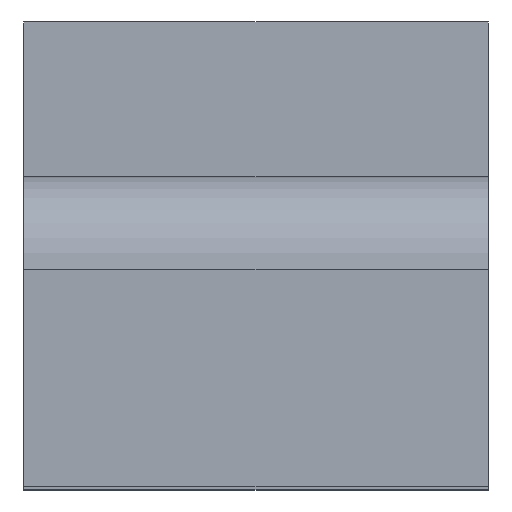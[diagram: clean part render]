
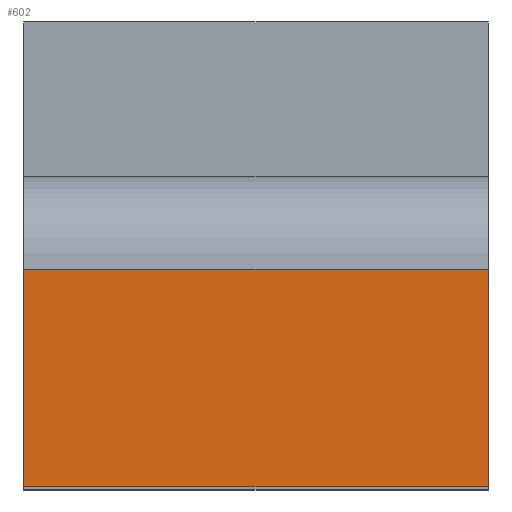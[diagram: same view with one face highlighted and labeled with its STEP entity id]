
A CAD part, top view. The second image highlights one B-rep face of the part: STEP entity #602.
In plain terms, the highlighted planar face has unit normal (0, 0, 1).
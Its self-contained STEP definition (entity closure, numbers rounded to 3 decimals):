
#21 = VECTOR ( 'NONE', #826, 1000. ) ;
#151 = CARTESIAN_POINT ( 'NONE',  ( 7.5, -15., 35. ) ) ;
#157 = LINE ( 'NONE', #151, #535 ) ;
#168 = DIRECTION ( 'NONE',  ( 0., -1., 0. ) ) ;
#191 = EDGE_CURVE ( 'NONE', #709, #605, #351, .T. ) ;
#194 = LINE ( 'NONE', #319, #197 ) ;
#197 = VECTOR ( 'NONE', #168, 1000. ) ;
#219 = ORIENTED_EDGE ( 'NONE', *, *, #427, .F. ) ;
#229 = ORIENTED_EDGE ( 'NONE', *, *, #191, .T. ) ;
#269 = DIRECTION ( 'NONE',  ( 0., 0., -1. ) ) ;
#293 = DIRECTION ( 'NONE',  ( 0., -1., 0. ) ) ;
#319 = CARTESIAN_POINT ( 'NONE',  ( -7.5, -15., 35. ) ) ;
#338 = VERTEX_POINT ( 'NONE', #588 ) ;
#350 = AXIS2_PLACEMENT_3D ( 'NONE', #836, #269, #766 ) ;
#351 = LINE ( 'NONE', #534, #403 ) ;
#361 = CARTESIAN_POINT ( 'NONE',  ( -7.5, -8., 35. ) ) ;
#400 = EDGE_CURVE ( 'NONE', #605, #338, #194, .T. ) ;
#403 = VECTOR ( 'NONE', #780, 1000. ) ;
#427 = EDGE_CURVE ( 'NONE', #709, #480, #157, .T. ) ;
#480 = VERTEX_POINT ( 'NONE', #710 ) ;
#500 = FACE_OUTER_BOUND ( 'NONE', #727, .T. ) ;
#534 = CARTESIAN_POINT ( 'NONE',  ( 7.5, -8., 35. ) ) ;
#535 = VECTOR ( 'NONE', #293, 1000. ) ;
#588 = CARTESIAN_POINT ( 'NONE',  ( -7.5, -15., 35. ) ) ;
#602 = ADVANCED_FACE ( 'NONE', ( #500 ), #697, .F. ) ;
#605 = VERTEX_POINT ( 'NONE', #361 ) ;
#686 = EDGE_CURVE ( 'NONE', #480, #338, #834, .T. ) ;
#697 = PLANE ( 'NONE',  #350 ) ;
#709 = VERTEX_POINT ( 'NONE', #803 ) ;
#710 = CARTESIAN_POINT ( 'NONE',  ( 7.5, -15., 35. ) ) ;
#720 = ORIENTED_EDGE ( 'NONE', *, *, #400, .T. ) ;
#727 = EDGE_LOOP ( 'NONE', ( #720, #802, #219, #229 ) ) ;
#766 = DIRECTION ( 'NONE',  ( -1., 0., 0. ) ) ;
#780 = DIRECTION ( 'NONE',  ( -1., 0., 0. ) ) ;
#802 = ORIENTED_EDGE ( 'NONE', *, *, #686, .F. ) ;
#803 = CARTESIAN_POINT ( 'NONE',  ( 7.5, -8., 35. ) ) ;
#826 = DIRECTION ( 'NONE',  ( -1., 0., 0. ) ) ;
#829 = CARTESIAN_POINT ( 'NONE',  ( 7.5, -15., 35. ) ) ;
#834 = LINE ( 'NONE', #829, #21 ) ;
#836 = CARTESIAN_POINT ( 'NONE',  ( 7.5, -15., 35. ) ) ;
